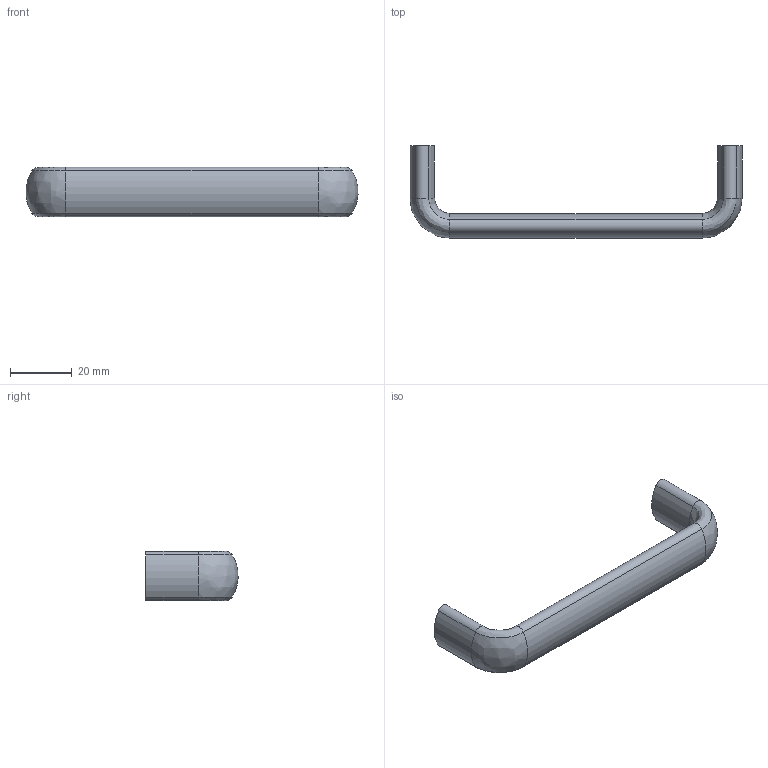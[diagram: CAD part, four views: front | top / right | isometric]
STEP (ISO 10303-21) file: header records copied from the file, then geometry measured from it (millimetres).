
FILE_DESCRIPTION((''),'2;1');
FILE_NAME('','2005-10-07T11:47:00',(''),(''),'','CADfix','');
FILE_SCHEMA(('AUTOMOTIVE_DESIGN'));
Length unit declared in the file: millimetre
Products named in the file (1): pull
Bounding box: 107.96 x 29.98 x 16 mm (x, y, z)
Volume: 13891.6 mm3; surface area: 6093.1 mm2
Topology: 1 solids, 1 shells, 28 faces, 64 edges, 40 vertices
Faces by surface type: bspline 28
Entity records: 857 total; most frequent: CARTESIAN_POINT 495, ORIENTED_EDGE 128, EDGE_CURVE 64, VERTEX_POINT 40, EDGE_LOOP 30, FACE_OUTER_BOUND 28, ADVANCED_FACE 28, QUASI_UNIFORM_CURVE 16
